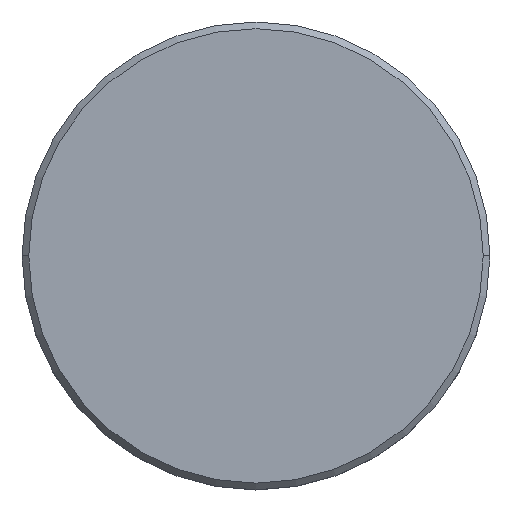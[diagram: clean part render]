
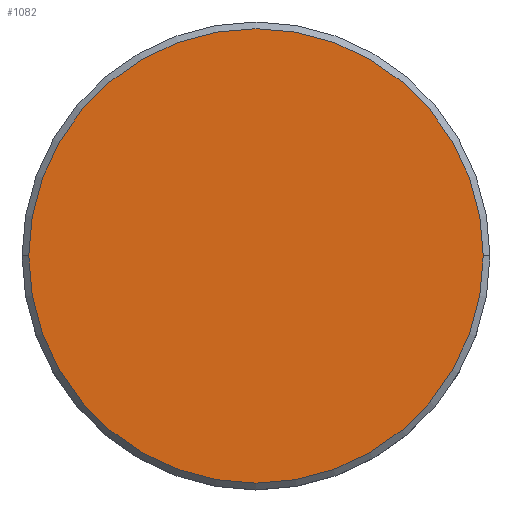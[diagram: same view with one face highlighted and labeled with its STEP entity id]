
A CAD part, top view. The second image highlights one B-rep face of the part: STEP entity #1082.
In plain terms, the highlighted planar face has unit normal (0, 0, 1).
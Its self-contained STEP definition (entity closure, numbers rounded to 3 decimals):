
#73 = DIRECTION ( 'NONE',  ( 1., 0., 0. ) ) ;
#89 = EDGE_LOOP ( 'NONE', ( #376, #709 ) ) ;
#352 = VERTEX_POINT ( 'NONE', #483 ) ;
#358 = CARTESIAN_POINT ( 'NONE',  ( 17., 0., 0. ) ) ;
#360 = DIRECTION ( 'NONE',  ( 1., 0., 0. ) ) ;
#376 = ORIENTED_EDGE ( 'NONE', *, *, #724, .T. ) ;
#435 = FACE_OUTER_BOUND ( 'NONE', #89, .T. ) ;
#483 = CARTESIAN_POINT ( 'NONE',  ( -17., 0., 0. ) ) ;
#536 = PLANE ( 'NONE',  #757 ) ;
#550 = DIRECTION ( 'NONE',  ( 0., 0., 1. ) ) ;
#645 = DIRECTION ( 'NONE',  ( 1., 0., 0. ) ) ;
#709 = ORIENTED_EDGE ( 'NONE', *, *, #833, .T. ) ;
#724 = EDGE_CURVE ( 'NONE', #352, #1052, #870, .T. ) ;
#757 = AXIS2_PLACEMENT_3D ( 'NONE', #1159, #1084, #73 ) ;
#818 = CARTESIAN_POINT ( 'NONE',  ( 0., 0., 0. ) ) ;
#833 = EDGE_CURVE ( 'NONE', #1052, #352, #911, .T. ) ;
#870 = CIRCLE ( 'NONE', #1040, 17. ) ;
#911 = CIRCLE ( 'NONE', #981, 17. ) ;
#981 = AXIS2_PLACEMENT_3D ( 'NONE', #1031, #550, #645 ) ;
#1031 = CARTESIAN_POINT ( 'NONE',  ( 0., 0., 0. ) ) ;
#1040 = AXIS2_PLACEMENT_3D ( 'NONE', #818, #1180, #360 ) ;
#1052 = VERTEX_POINT ( 'NONE', #358 ) ;
#1082 = ADVANCED_FACE ( 'NONE', ( #435 ), #536, .T. ) ;
#1084 = DIRECTION ( 'NONE',  ( 0., 0., 1. ) ) ;
#1159 = CARTESIAN_POINT ( 'NONE',  ( 0., 0., 0. ) ) ;
#1180 = DIRECTION ( 'NONE',  ( 0., 0., 1. ) ) ;
